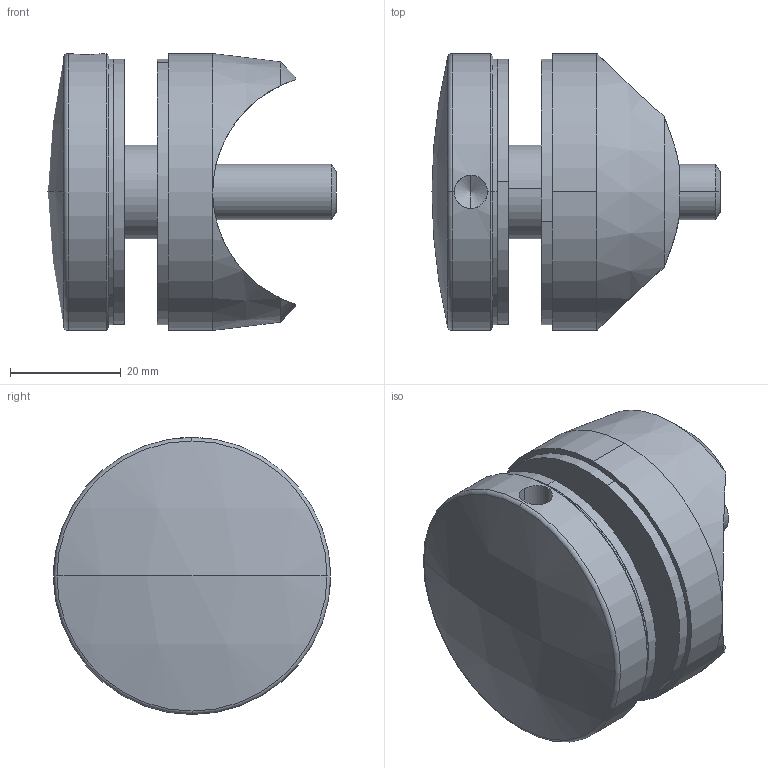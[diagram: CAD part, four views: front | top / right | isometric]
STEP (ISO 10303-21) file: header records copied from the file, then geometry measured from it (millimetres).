
FILE_DESCRIPTION (( 'STEP AP203' ), '1' );
FILE_NAME ('A-0747-242.STEP', '2024-05-02T12:37:20', ( '' ), ( '' ), 'SwSTEP 2.0', 'SolidWorks 2019', '' );
FILE_SCHEMA (( 'CONFIG_CONTROL_DESIGN' ));
Length unit declared in the file: millimetre
Products named in the file (7): A-0747-242; A-0747-242.P4; A-0747-242.P3; A-0747-242.P1; A-0747-242.P5; DIN 913_SKRUTKA M10X50; A-0747-242.P2
Assembly tree (6 placements, depth 2):
  A-0747-242
    A-0747-242.P1
    A-0747-242.P2
    A-0747-242.P3
    A-0747-242.P4
    DIN 913_SKRUTKA M10X50
    A-0747-242.P5
Bounding box: 52 x 50 x 50 mm (x, y, z)
Volume: 52633.8 mm3; surface area: 26062.8 mm2
Topology: 6 solids, 6 shells, 89 faces, 198 edges, 122 vertices
Faces by surface type: cylinder 34, cone 24, plane 24, torus 5, sphere 2
Entity records: 3547 total; most frequent: CARTESIAN_POINT 797, DIRECTION 466, ORIENTED_EDGE 388, AXIS2_PLACEMENT_3D 195, EDGE_CURVE 194, VERTEX_POINT 122, EDGE_LOOP 102, CIRCLE 97
